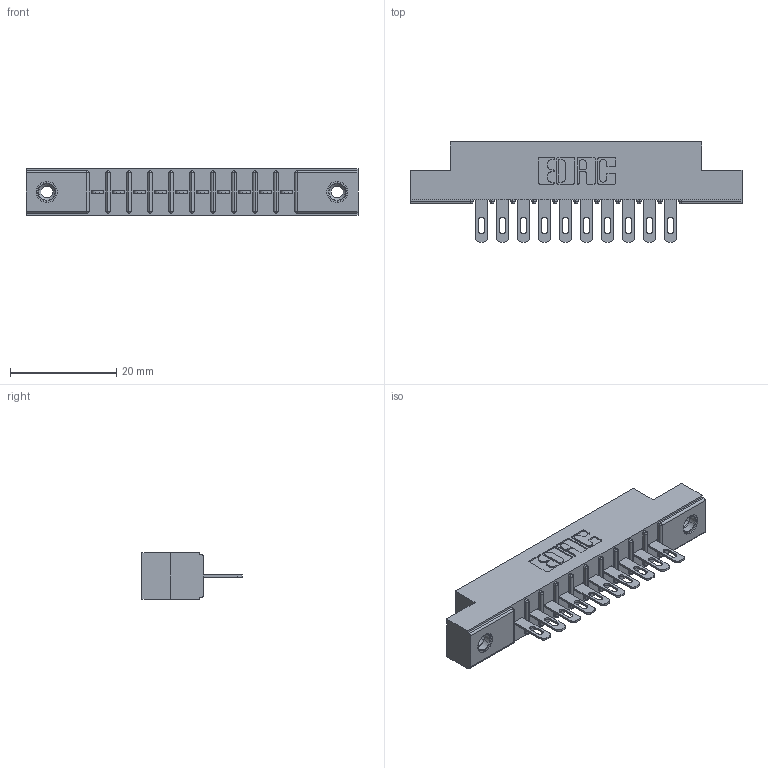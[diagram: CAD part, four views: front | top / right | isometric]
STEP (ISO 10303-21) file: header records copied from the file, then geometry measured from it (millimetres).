
FILE_DESCRIPTION (( 'STEP AP203' ), '1' );
FILE_NAME ('356-010-400-108.STEP', '2020-09-23T09:52:07', ( '' ), ( '' ), 'SwSTEP 2.0', 'SolidWorks 2020', '' );
FILE_SCHEMA (( 'CONFIG_CONTROL_DESIGN' ));
Length unit declared in the file: inch
Products named in the file (4): 306-290-001_100; 306 Part_.156 Dia; 356-010-400-108; 345-250-001_345-250-003-102
Assembly tree (13 placements, depth 2):
  356-010-400-108
    306 Part_.156 Dia
    306-290-001_100  x10
    345-250-001_345-250-003-102  x2
Bounding box: 62.64 x 18.87 x 8.71 mm (x, y, z)
Volume: 4252.6 mm3; surface area: 6102.5 mm2
Topology: 13 solids, 13 shells, 936 faces, 2602 edges, 1672 vertices
Faces by surface type: plane 600, cylinder 280, sphere 40, cone 12, torus 4
Entity records: 14820 total; most frequent: CARTESIAN_POINT 2464, DIRECTION 2442, ORIENTED_EDGE 2432, EDGE_CURVE 1216, LINE 930, VECTOR 930, VERTEX_POINT 778, AXIS2_PLACEMENT_3D 756
